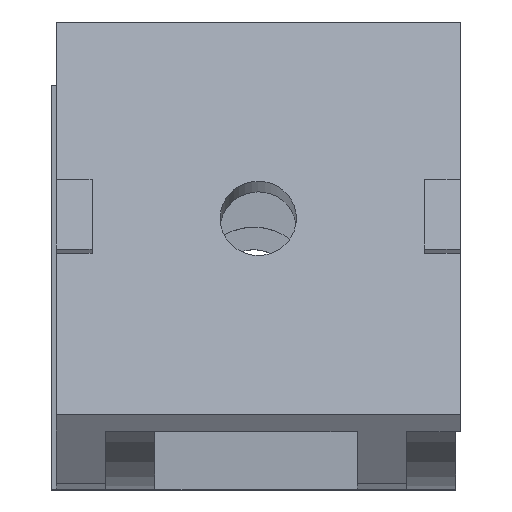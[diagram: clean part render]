
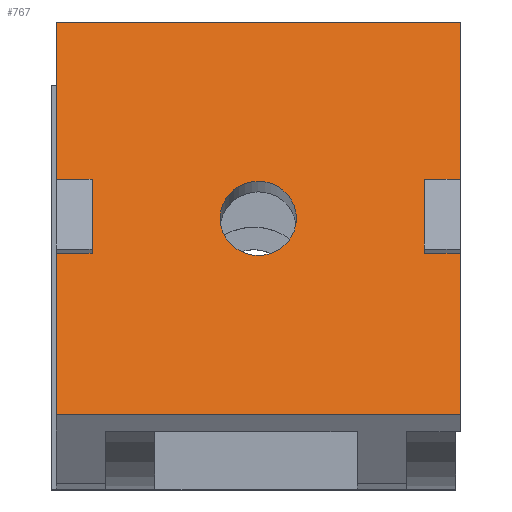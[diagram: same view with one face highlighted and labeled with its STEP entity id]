
A CAD part, top view. The second image highlights one B-rep face of the part: STEP entity #767.
In plain terms, the highlighted face is planar.
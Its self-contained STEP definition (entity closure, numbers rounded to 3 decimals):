
#47=FACE_BOUND('',#136,.T.);
#55=CIRCLE('',#871,4.25);
#56=CIRCLE('',#872,4.25);
#95=FACE_OUTER_BOUND('',#135,.T.);
#135=EDGE_LOOP('',(#545,#546,#547,#548,#549,#550,#551,#552,#553,#554,#555,
#556));
#136=EDGE_LOOP('',(#557,#558));
#177=LINE('',#1183,#254);
#181=LINE('',#1190,#258);
#184=LINE('',#1196,#261);
#188=LINE('',#1206,#265);
#192=LINE('',#1213,#269);
#195=LINE('',#1219,#272);
#197=LINE('',#1224,#274);
#198=LINE('',#1226,#275);
#199=LINE('',#1227,#276);
#200=LINE('',#1229,#277);
#201=LINE('',#1231,#278);
#202=LINE('',#1232,#279);
#254=VECTOR('',#947,10.);
#258=VECTOR('',#953,10.);
#261=VECTOR('',#958,10.);
#265=VECTOR('',#966,10.);
#269=VECTOR('',#972,10.);
#272=VECTOR('',#977,10.);
#274=VECTOR('',#983,10.);
#275=VECTOR('',#984,10.);
#276=VECTOR('',#985,10.);
#277=VECTOR('',#986,10.);
#278=VECTOR('',#987,10.);
#279=VECTOR('',#988,10.);
#331=VERTEX_POINT('',#1180);
#332=VERTEX_POINT('',#1182);
#334=VERTEX_POINT('',#1188);
#336=VERTEX_POINT('',#1194);
#339=VERTEX_POINT('',#1203);
#340=VERTEX_POINT('',#1205);
#342=VERTEX_POINT('',#1211);
#344=VERTEX_POINT('',#1217);
#345=VERTEX_POINT('',#1223);
#346=VERTEX_POINT('',#1225);
#347=VERTEX_POINT('',#1228);
#348=VERTEX_POINT('',#1230);
#349=VERTEX_POINT('',#1233);
#350=VERTEX_POINT('',#1234);
#406=EDGE_CURVE('',#332,#331,#177,.T.);
#410=EDGE_CURVE('',#331,#334,#181,.T.);
#413=EDGE_CURVE('',#334,#336,#184,.T.);
#417=EDGE_CURVE('',#340,#339,#188,.T.);
#421=EDGE_CURVE('',#339,#342,#192,.T.);
#424=EDGE_CURVE('',#342,#344,#195,.T.);
#426=EDGE_CURVE('',#345,#336,#197,.T.);
#427=EDGE_CURVE('',#346,#345,#198,.T.);
#428=EDGE_CURVE('',#340,#346,#199,.T.);
#429=EDGE_CURVE('',#347,#344,#200,.T.);
#430=EDGE_CURVE('',#348,#347,#201,.T.);
#431=EDGE_CURVE('',#332,#348,#202,.T.);
#432=EDGE_CURVE('',#349,#350,#55,.T.);
#433=EDGE_CURVE('',#350,#349,#56,.T.);
#545=ORIENTED_EDGE('',*,*,#406,.T.);
#546=ORIENTED_EDGE('',*,*,#410,.T.);
#547=ORIENTED_EDGE('',*,*,#413,.T.);
#548=ORIENTED_EDGE('',*,*,#426,.F.);
#549=ORIENTED_EDGE('',*,*,#427,.F.);
#550=ORIENTED_EDGE('',*,*,#428,.F.);
#551=ORIENTED_EDGE('',*,*,#417,.T.);
#552=ORIENTED_EDGE('',*,*,#421,.T.);
#553=ORIENTED_EDGE('',*,*,#424,.T.);
#554=ORIENTED_EDGE('',*,*,#429,.F.);
#555=ORIENTED_EDGE('',*,*,#430,.F.);
#556=ORIENTED_EDGE('',*,*,#431,.F.);
#557=ORIENTED_EDGE('',*,*,#432,.T.);
#558=ORIENTED_EDGE('',*,*,#433,.T.);
#739=PLANE('',#870);
#767=ADVANCED_FACE('',(#95,#47),#739,.F.);
#870=AXIS2_PLACEMENT_3D('',#1222,#981,#982);
#871=AXIS2_PLACEMENT_3D('',#1235,#989,#990);
#872=AXIS2_PLACEMENT_3D('',#1236,#991,#992);
#947=DIRECTION('',(1.,0.,0.));
#953=DIRECTION('',(0.,1.,0.));
#958=DIRECTION('',(-1.,0.,0.));
#966=DIRECTION('',(-1.,0.,0.));
#972=DIRECTION('',(0.,-1.,0.));
#977=DIRECTION('',(1.,0.,0.));
#981=DIRECTION('center_axis',(0.,0.,1.));
#982=DIRECTION('ref_axis',(1.,0.,0.));
#983=DIRECTION('',(0.,-1.,0.));
#984=DIRECTION('',(-1.,0.,0.));
#985=DIRECTION('',(0.,1.,0.));
#986=DIRECTION('',(0.,1.,0.));
#987=DIRECTION('',(1.,0.,0.));
#988=DIRECTION('',(0.,-1.,0.));
#989=DIRECTION('center_axis',(0.,0.,1.));
#990=DIRECTION('ref_axis',(1.,0.,0.));
#991=DIRECTION('center_axis',(0.,0.,1.));
#992=DIRECTION('ref_axis',(1.,0.,0.));
#1180=CARTESIAN_POINT('',(-18.5,-4.,0.));
#1182=CARTESIAN_POINT('',(-22.5,-4.,0.));
#1183=CARTESIAN_POINT('',(-11.25,-4.,0.));
#1188=CARTESIAN_POINT('',(-18.5,4.,0.));
#1190=CARTESIAN_POINT('',(-18.5,-2.,0.));
#1194=CARTESIAN_POINT('',(-22.5,4.,0.));
#1196=CARTESIAN_POINT('',(-9.25,4.,0.));
#1203=CARTESIAN_POINT('',(18.5,4.,0.));
#1205=CARTESIAN_POINT('',(22.5,4.,0.));
#1206=CARTESIAN_POINT('',(11.25,4.,0.));
#1211=CARTESIAN_POINT('',(18.5,-4.,0.));
#1213=CARTESIAN_POINT('',(18.5,2.,0.));
#1217=CARTESIAN_POINT('',(22.5,-4.,0.));
#1219=CARTESIAN_POINT('',(9.25,-4.,0.));
#1222=CARTESIAN_POINT('Origin',(0.,0.,
0.));
#1223=CARTESIAN_POINT('',(-22.5,22.5,0.));
#1224=CARTESIAN_POINT('',(-22.5,22.5,0.));
#1225=CARTESIAN_POINT('',(22.5,22.5,0.));
#1226=CARTESIAN_POINT('',(22.5,22.5,0.));
#1227=CARTESIAN_POINT('',(22.5,-22.5,0.));
#1228=CARTESIAN_POINT('',(22.5,-22.5,0.));
#1229=CARTESIAN_POINT('',(22.5,-22.5,0.));
#1230=CARTESIAN_POINT('',(-22.5,-22.5,0.));
#1231=CARTESIAN_POINT('',(-22.5,-22.5,0.));
#1232=CARTESIAN_POINT('',(-22.5,22.5,0.));
#1233=CARTESIAN_POINT('',(4.25,0.,0.));
#1234=CARTESIAN_POINT('',(-4.25,0.,0.));
#1235=CARTESIAN_POINT('Origin',(0.,0.,
0.));
#1236=CARTESIAN_POINT('Origin',(0.,0.,
0.));
